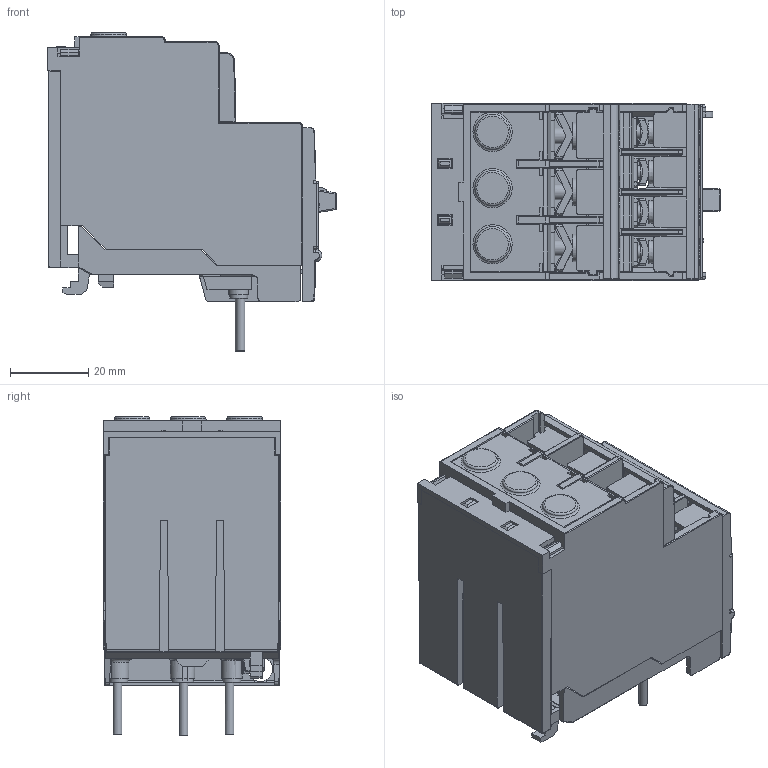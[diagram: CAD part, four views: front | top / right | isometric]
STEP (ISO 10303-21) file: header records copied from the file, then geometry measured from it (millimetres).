
FILE_DESCRIPTION (( 'STEP AP214' ), '1' );
FILE_NAME ('TM 40.STEP', '2019-12-06T09:46:46', ( '' ), ( '' ), 'SwSTEP 2.0', 'SolidWorks 2011', '' );
FILE_SCHEMA (( 'AUTOMOTIVE_DESIGN' ));
Length unit declared in the file: millimetre
Products named in the file (1): TM 40
Bounding box: 73.6 x 45.2 x 81.28 mm (x, y, z)
Volume: 42799.6 mm3; surface area: 59219.7 mm2
Topology: 8 solids, 8 shells, 2624 faces, 7683 edges, 4974 vertices
Faces by surface type: plane 1789, cylinder 570, bspline 178, torus 52, cone 20, sphere 15
Full cylindrical faces by diameter (mm): 1.3 x2, 2.2 x3, 2.3 x1, 2.4 x2, 2.8 x4, 3.5 x4, 3.8 x1, 4 x5, 4.6 x2, 5.2 x2, 5.6 x2, 6.2 x4, 6.4 x1, 6.6 x1, 7 x3, 7.8 x3, 10.2 x3
Entity records: 116096 total; most frequent: CARTESIAN_POINT 39028, ORIENTED_EDGE 15020, DIRECTION 11459, EDGE_CURVE 7510, LINE 5303, VECTOR 5303, VERTEX_POINT 4928, AXIS2_PLACEMENT_3D 3078
